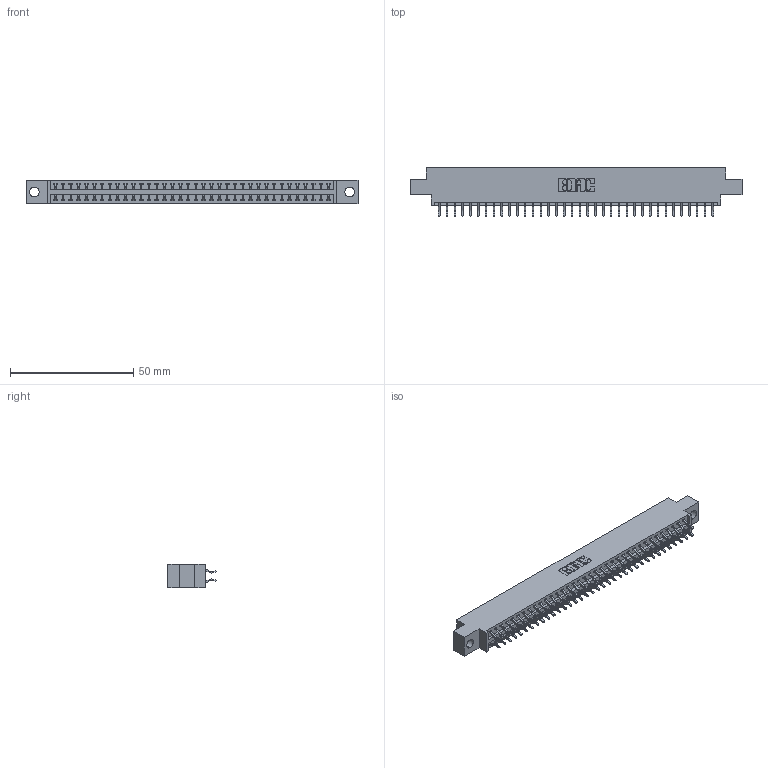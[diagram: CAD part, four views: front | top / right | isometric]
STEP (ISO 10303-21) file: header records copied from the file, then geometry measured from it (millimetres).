
FILE_DESCRIPTION (( 'STEP AP203' ), '1' );
FILE_NAME ('396-072-556-804.STEP', '2019-11-02T11:20:55', ( '' ), ( '' ), 'SwSTEP 2.0', 'SolidWorks 2016', '' );
FILE_SCHEMA (( 'CONFIG_CONTROL_DESIGN' ));
Length unit declared in the file: inch
Products named in the file (3): 396-072-556-804; 346 Part_0.170 Offset - 0.156 Dia-TH; 345-292-001_556 Tail
Assembly tree (73 placements, depth 2):
  396-072-556-804
    346 Part_0.170 Offset - 0.156 Dia-TH
    345-292-001_556 Tail  x72
Bounding box: 134.87 x 19.57 x 9.4 mm (x, y, z)
Volume: 12860 mm3; surface area: 17508.7 mm2
Topology: 73 solids, 73 shells, 4302 faces, 12797 edges, 8434 vertices
Faces by surface type: plane 2888, cylinder 1414
Entity records: 24657 total; most frequent: CARTESIAN_POINT 4088, ORIENTED_EDGE 4010, DIRECTION 3641, EDGE_CURVE 2005, LINE 1721, VECTOR 1721, VERTEX_POINT 1334, AXIS2_PLACEMENT_3D 960
